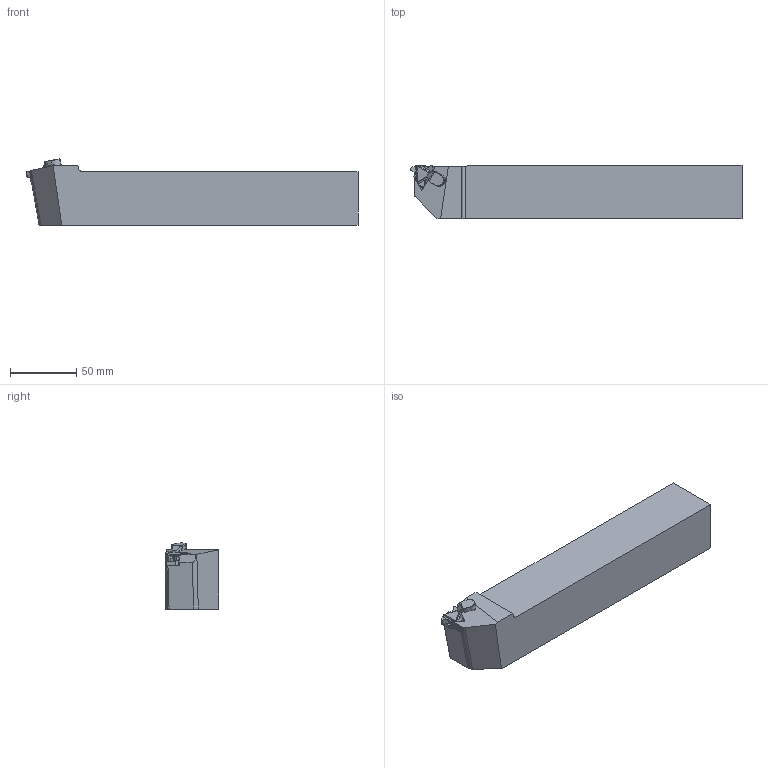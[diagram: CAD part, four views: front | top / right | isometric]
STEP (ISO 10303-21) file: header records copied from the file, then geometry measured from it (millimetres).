
FILE_DESCRIPTION(/* description */ (''),/* implementation_level */ '2;1');
FILE_NAME(/* name */ 'SEL 4040 S22C.stp',/* time_stamp */ '2023-10-23T21:28:28+03:00',/* author */ (''),/* organization */ (''),/* preprocessor_version */ 'ST-DEVELOPER v19.4',/* originating_system */ 'SIEMENS PLM Software NX2306.3001',/* authorisation */ '');
FILE_SCHEMA (('AUTOMOTIVE_DESIGN { 1 0 10303 214 3 1 1 1 }'));
Length unit declared in the file: millimetre
Products named in the file (1): SER 4040 S22C_x_t_objects
Bounding box: 250 x 40 x 49.74 mm (x, y, z)
Volume: 386694.9 mm3; surface area: 42790.4 mm2
Topology: 2 solids, 2 shells, 105 faces, 274 edges, 174 vertices
Faces by surface type: plane 62, cylinder 33, bspline 6, torus 4
Entity records: 3300 total; most frequent: CARTESIAN_POINT 641, DIRECTION 557, ORIENTED_EDGE 548, EDGE_CURVE 274, AXIS2_PLACEMENT_3D 186, LINE 185, VECTOR 185, VERTEX_POINT 174
